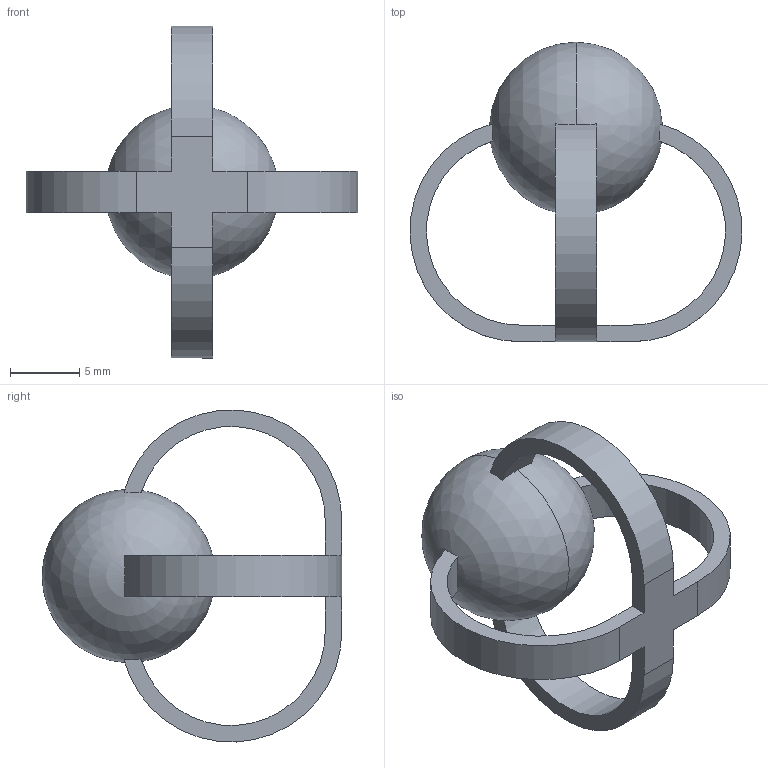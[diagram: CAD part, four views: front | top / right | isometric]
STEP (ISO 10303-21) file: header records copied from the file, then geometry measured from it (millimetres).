
FILE_DESCRIPTION (( 'STEP AP214' ), '1' );
FILE_NAME ('TestSpring.STEP', '2022-12-08T19:45:24', ( '' ), ( '' ), 'SwSTEP 2.0', 'SolidWorks 2021', '' );
FILE_SCHEMA (( 'AUTOMOTIVE_DESIGN' ));
Length unit declared in the file: millimetre
Products named in the file (1): TestSpring
Bounding box: 23.98 x 21.65 x 23.98 mm (x, y, z)
Volume: 1372.5 mm3; surface area: 1286.7 mm2
Topology: 1 solids, 1 shells, 20 faces, 74 edges, 50 vertices
Faces by surface type: plane 10, cylinder 8, sphere 2
Entity records: 838 total; most frequent: CARTESIAN_POINT 195, ORIENTED_EDGE 136, DIRECTION 126, EDGE_CURVE 68, AXIS2_PLACEMENT_3D 49, VERTEX_POINT 46, LINE 28, CIRCLE 28
